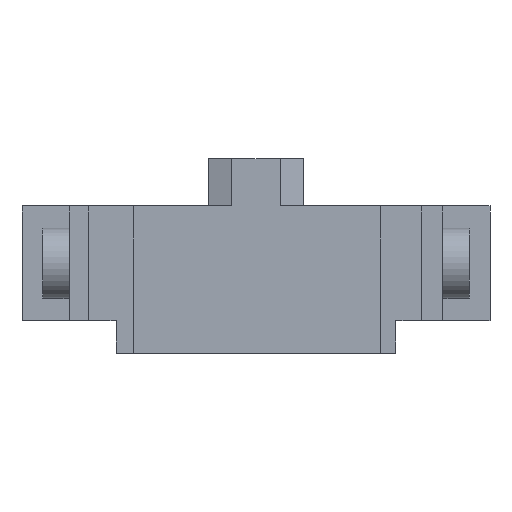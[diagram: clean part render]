
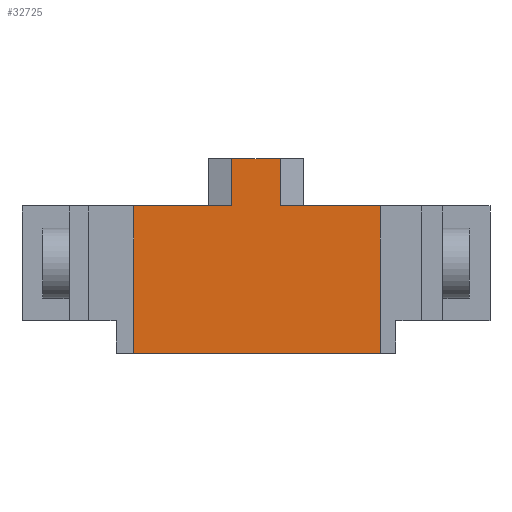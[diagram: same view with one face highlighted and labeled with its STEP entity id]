
A CAD part, front view. The second image highlights one B-rep face of the part: STEP entity #32725.
In plain terms, the highlighted planar face has unit normal (0, -1, 0).
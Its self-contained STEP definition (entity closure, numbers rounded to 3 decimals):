
#2927 = PLANE('',#2928);
#2928 = AXIS2_PLACEMENT_3D('',#2929,#2930,#2931);
#2929 = CARTESIAN_POINT('',(-15.9,-40.,3.4));
#2930 = DIRECTION('',(0.,0.,1.));
#2931 = DIRECTION('',(1.,0.,-0.));
#3792 = PLANE('',#3793);
#3793 = AXIS2_PLACEMENT_3D('',#3794,#3795,#3796);
#3794 = CARTESIAN_POINT('',(8.45,-39.4,3.4));
#3795 = DIRECTION('',(-1.,0.,0.));
#3796 = DIRECTION('',(0.,-1.,0.));
#3820 = PLANE('',#3821);
#3821 = AXIS2_PLACEMENT_3D('',#3822,#3823,#3824);
#3822 = CARTESIAN_POINT('',(-12.7,-39.9,-6.6));
#3823 = DIRECTION('',(0.,0.,-1.));
#3824 = DIRECTION('',(0.,1.,0.));
#5073 = PLANE('',#5074);
#5074 = AXIS2_PLACEMENT_3D('',#5075,#5076,#5077);
#5075 = CARTESIAN_POINT('',(-8.3,-39.3,3.4));
#5076 = DIRECTION('',(-1.,0.,0.));
#5077 = DIRECTION('',(0.,-1.,0.));
#5101 = PLANE('',#5102);
#5102 = AXIS2_PLACEMENT_3D('',#5103,#5104,#5105);
#5103 = CARTESIAN_POINT('',(-15.9,-40.,3.4));
#5104 = DIRECTION('',(0.,0.,1.));
#5105 = DIRECTION('',(1.,0.,-0.));
#7868 = VERTEX_POINT('',#7869);
#7869 = CARTESIAN_POINT('',(1.65,-39.9,3.4));
#7885 = PLANE('',#7886);
#7886 = AXIS2_PLACEMENT_3D('',#7887,#7888,#7889);
#7887 = CARTESIAN_POINT('',(2.45,-39.667,3.4));
#7888 = DIRECTION('',(0.28,-0.96,0.));
#7889 = DIRECTION('',(0.,0.,-1.));
#7897 = EDGE_CURVE('',#7898,#7868,#7900,.T.);
#7898 = VERTEX_POINT('',#7899);
#7899 = CARTESIAN_POINT('',(8.45,-39.9,3.4));
#7900 = SURFACE_CURVE('',#7901,(#7905,#7912),.PCURVE_S1.);
#7901 = LINE('',#7902,#7903);
#7902 = CARTESIAN_POINT('',(12.7,-39.9,3.4));
#7903 = VECTOR('',#7904,1.);
#7904 = DIRECTION('',(-1.,0.,0.));
#7905 = PCURVE('',#2927,#7906);
#7906 = DEFINITIONAL_REPRESENTATION('',(#7907),#7911);
#7907 = LINE('',#7908,#7909);
#7908 = CARTESIAN_POINT('',(28.6,0.1));
#7909 = VECTOR('',#7910,1.);
#7910 = DIRECTION('',(-1.,0.));
#7911 = ( GEOMETRIC_REPRESENTATION_CONTEXT(2) 
PARAMETRIC_REPRESENTATION_CONTEXT() REPRESENTATION_CONTEXT('2D SPACE',''
  ) );
#7912 = PCURVE('',#7913,#7918);
#7913 = PLANE('',#7914);
#7914 = AXIS2_PLACEMENT_3D('',#7915,#7916,#7917);
#7915 = CARTESIAN_POINT('',(9.5,-39.9,-6.6));
#7916 = DIRECTION('',(0.,1.,0.));
#7917 = DIRECTION('',(0.,0.,1.));
#7918 = DEFINITIONAL_REPRESENTATION('',(#7919),#7923);
#7919 = LINE('',#7920,#7921);
#7920 = CARTESIAN_POINT('',(10.,3.2));
#7921 = VECTOR('',#7922,1.);
#7922 = DIRECTION('',(0.,-1.));
#7923 = ( GEOMETRIC_REPRESENTATION_CONTEXT(2) 
PARAMETRIC_REPRESENTATION_CONTEXT() REPRESENTATION_CONTEXT('2D SPACE',''
  ) );
#14192 = VERTEX_POINT('',#14193);
#14193 = CARTESIAN_POINT('',(-8.3,-39.9,-6.6));
#14224 = VERTEX_POINT('',#14225);
#14225 = CARTESIAN_POINT('',(8.45,-39.9,-6.6));
#14246 = EDGE_CURVE('',#14224,#14192,#14247,.T.);
#14247 = SURFACE_CURVE('',#14248,(#14252,#14259),.PCURVE_S1.);
#14248 = LINE('',#14249,#14250);
#14249 = CARTESIAN_POINT('',(8.45,-39.9,-6.6));
#14250 = VECTOR('',#14251,1.);
#14251 = DIRECTION('',(-1.,0.,0.));
#14252 = PCURVE('',#3820,#14253);
#14253 = DEFINITIONAL_REPRESENTATION('',(#14254),#14258);
#14254 = LINE('',#14255,#14256);
#14255 = CARTESIAN_POINT('',(0.,21.15));
#14256 = VECTOR('',#14257,1.);
#14257 = DIRECTION('',(0.,-1.));
#14258 = ( GEOMETRIC_REPRESENTATION_CONTEXT(2) 
PARAMETRIC_REPRESENTATION_CONTEXT() REPRESENTATION_CONTEXT('2D SPACE',''
  ) );
#14259 = PCURVE('',#7913,#14260);
#14260 = DEFINITIONAL_REPRESENTATION('',(#14261),#14265);
#14261 = LINE('',#14262,#14263);
#14262 = CARTESIAN_POINT('',(0.,-1.05));
#14263 = VECTOR('',#14264,1.);
#14264 = DIRECTION('',(0.,-1.));
#14265 = ( GEOMETRIC_REPRESENTATION_CONTEXT(2) 
PARAMETRIC_REPRESENTATION_CONTEXT() REPRESENTATION_CONTEXT('2D SPACE',''
  ) );
#15077 = EDGE_CURVE('',#14224,#7898,#15078,.T.);
#15078 = SURFACE_CURVE('',#15079,(#15083,#15090),.PCURVE_S1.);
#15079 = LINE('',#15080,#15081);
#15080 = CARTESIAN_POINT('',(8.45,-39.9,-0.5));
#15081 = VECTOR('',#15082,1.);
#15082 = DIRECTION('',(0.,-0.,1.));
#15083 = PCURVE('',#3792,#15084);
#15084 = DEFINITIONAL_REPRESENTATION('',(#15085),#15089);
#15085 = LINE('',#15086,#15087);
#15086 = CARTESIAN_POINT('',(0.5,-3.9));
#15087 = VECTOR('',#15088,1.);
#15088 = DIRECTION('',(0.,1.));
#15089 = ( GEOMETRIC_REPRESENTATION_CONTEXT(2) 
PARAMETRIC_REPRESENTATION_CONTEXT() REPRESENTATION_CONTEXT('2D SPACE',''
  ) );
#15090 = PCURVE('',#7913,#15091);
#15091 = DEFINITIONAL_REPRESENTATION('',(#15092),#15096);
#15092 = LINE('',#15093,#15094);
#15093 = CARTESIAN_POINT('',(6.1,-1.05));
#15094 = VECTOR('',#15095,1.);
#15095 = DIRECTION('',(1.,0.));
#15096 = ( GEOMETRIC_REPRESENTATION_CONTEXT(2) 
PARAMETRIC_REPRESENTATION_CONTEXT() REPRESENTATION_CONTEXT('2D SPACE',''
  ) );
#15210 = VERTEX_POINT('',#15211);
#15211 = CARTESIAN_POINT('',(-8.3,-39.9,3.4));
#15232 = EDGE_CURVE('',#15233,#15210,#15235,.T.);
#15233 = VERTEX_POINT('',#15234);
#15234 = CARTESIAN_POINT('',(-1.65,-39.9,3.4));
#15235 = SURFACE_CURVE('',#15236,(#15240,#15247),.PCURVE_S1.);
#15236 = LINE('',#15237,#15238);
#15237 = CARTESIAN_POINT('',(12.7,-39.9,3.4));
#15238 = VECTOR('',#15239,1.);
#15239 = DIRECTION('',(-1.,0.,0.));
#15240 = PCURVE('',#5101,#15241);
#15241 = DEFINITIONAL_REPRESENTATION('',(#15242),#15246);
#15242 = LINE('',#15243,#15244);
#15243 = CARTESIAN_POINT('',(28.6,0.1));
#15244 = VECTOR('',#15245,1.);
#15245 = DIRECTION('',(-1.,0.));
#15246 = ( GEOMETRIC_REPRESENTATION_CONTEXT(2) 
PARAMETRIC_REPRESENTATION_CONTEXT() REPRESENTATION_CONTEXT('2D SPACE',''
  ) );
#15247 = PCURVE('',#7913,#15248);
#15248 = DEFINITIONAL_REPRESENTATION('',(#15249),#15253);
#15249 = LINE('',#15250,#15251);
#15250 = CARTESIAN_POINT('',(10.,3.2));
#15251 = VECTOR('',#15252,1.);
#15252 = DIRECTION('',(0.,-1.));
#15253 = ( GEOMETRIC_REPRESENTATION_CONTEXT(2) 
PARAMETRIC_REPRESENTATION_CONTEXT() REPRESENTATION_CONTEXT('2D SPACE',''
  ) );
#15271 = PLANE('',#15272);
#15272 = AXIS2_PLACEMENT_3D('',#15273,#15274,#15275);
#15273 = CARTESIAN_POINT('',(-2.45,-39.667,3.4));
#15274 = DIRECTION('',(0.28,0.96,0.));
#15275 = DIRECTION('',(0.,0.,-1.));
#20955 = EDGE_CURVE('',#14192,#15210,#20956,.T.);
#20956 = SURFACE_CURVE('',#20957,(#20961,#20968),.PCURVE_S1.);
#20957 = LINE('',#20958,#20959);
#20958 = CARTESIAN_POINT('',(-8.3,-39.9,-0.5));
#20959 = VECTOR('',#20960,1.);
#20960 = DIRECTION('',(0.,-0.,1.));
#20961 = PCURVE('',#5073,#20962);
#20962 = DEFINITIONAL_REPRESENTATION('',(#20963),#20967);
#20963 = LINE('',#20964,#20965);
#20964 = CARTESIAN_POINT('',(0.6,-3.9));
#20965 = VECTOR('',#20966,1.);
#20966 = DIRECTION('',(0.,1.));
#20967 = ( GEOMETRIC_REPRESENTATION_CONTEXT(2) 
PARAMETRIC_REPRESENTATION_CONTEXT() REPRESENTATION_CONTEXT('2D SPACE',''
  ) );
#20968 = PCURVE('',#7913,#20969);
#20969 = DEFINITIONAL_REPRESENTATION('',(#20970),#20974);
#20970 = LINE('',#20971,#20972);
#20971 = CARTESIAN_POINT('',(6.1,-17.8));
#20972 = VECTOR('',#20973,1.);
#20973 = DIRECTION('',(1.,0.));
#20974 = ( GEOMETRIC_REPRESENTATION_CONTEXT(2) 
PARAMETRIC_REPRESENTATION_CONTEXT() REPRESENTATION_CONTEXT('2D SPACE',''
  ) );
#21536 = PLANE('',#21537);
#21537 = AXIS2_PLACEMENT_3D('',#21538,#21539,#21540);
#21538 = CARTESIAN_POINT('',(-1.65,-40.,6.6));
#21539 = DIRECTION('',(0.,0.,1.));
#21540 = DIRECTION('',(1.,0.,-0.));
#22965 = EDGE_CURVE('',#7868,#22966,#22968,.T.);
#22966 = VERTEX_POINT('',#22967);
#22967 = CARTESIAN_POINT('',(1.65,-39.9,6.6));
#22968 = SURFACE_CURVE('',#22969,(#22973,#22980),.PCURVE_S1.);
#22969 = LINE('',#22970,#22971);
#22970 = CARTESIAN_POINT('',(1.65,-39.9,5.));
#22971 = VECTOR('',#22972,1.);
#22972 = DIRECTION('',(-0.,0.,1.));
#22973 = PCURVE('',#7885,#22974);
#22974 = DEFINITIONAL_REPRESENTATION('',(#22975),#22979);
#22975 = LINE('',#22976,#22977);
#22976 = CARTESIAN_POINT('',(-1.6,-0.833));
#22977 = VECTOR('',#22978,1.);
#22978 = DIRECTION('',(-1.,0.));
#22979 = ( GEOMETRIC_REPRESENTATION_CONTEXT(2) 
PARAMETRIC_REPRESENTATION_CONTEXT() REPRESENTATION_CONTEXT('2D SPACE',''
  ) );
#22980 = PCURVE('',#7913,#22981);
#22981 = DEFINITIONAL_REPRESENTATION('',(#22982),#22986);
#22982 = LINE('',#22983,#22984);
#22983 = CARTESIAN_POINT('',(11.6,-7.85));
#22984 = VECTOR('',#22985,1.);
#22985 = DIRECTION('',(1.,0.));
#22986 = ( GEOMETRIC_REPRESENTATION_CONTEXT(2) 
PARAMETRIC_REPRESENTATION_CONTEXT() REPRESENTATION_CONTEXT('2D SPACE',''
  ) );
#32725 = ADVANCED_FACE('',(#32726),#7913,.F.);
#32726 = FACE_BOUND('',#32727,.F.);
#32727 = EDGE_LOOP('',(#32728,#32729,#32730,#32753,#32774,#32775,#32776,
    #32777));
#32728 = ORIENTED_EDGE('',*,*,#20955,.T.);
#32729 = ORIENTED_EDGE('',*,*,#15232,.F.);
#32730 = ORIENTED_EDGE('',*,*,#32731,.F.);
#32731 = EDGE_CURVE('',#32732,#15233,#32734,.T.);
#32732 = VERTEX_POINT('',#32733);
#32733 = CARTESIAN_POINT('',(-1.65,-39.9,6.6));
#32734 = SURFACE_CURVE('',#32735,(#32739,#32746),.PCURVE_S1.);
#32735 = LINE('',#32736,#32737);
#32736 = CARTESIAN_POINT('',(-1.65,-39.9,3.4));
#32737 = VECTOR('',#32738,1.);
#32738 = DIRECTION('',(0.,0.,-1.));
#32739 = PCURVE('',#7913,#32740);
#32740 = DEFINITIONAL_REPRESENTATION('',(#32741),#32745);
#32741 = LINE('',#32742,#32743);
#32742 = CARTESIAN_POINT('',(10.,-11.15));
#32743 = VECTOR('',#32744,1.);
#32744 = DIRECTION('',(-1.,0.));
#32745 = ( GEOMETRIC_REPRESENTATION_CONTEXT(2) 
PARAMETRIC_REPRESENTATION_CONTEXT() REPRESENTATION_CONTEXT('2D SPACE',''
  ) );
#32746 = PCURVE('',#15271,#32747);
#32747 = DEFINITIONAL_REPRESENTATION('',(#32748),#32752);
#32748 = LINE('',#32749,#32750);
#32749 = CARTESIAN_POINT('',(0.,-0.833));
#32750 = VECTOR('',#32751,1.);
#32751 = DIRECTION('',(1.,-0.));
#32752 = ( GEOMETRIC_REPRESENTATION_CONTEXT(2) 
PARAMETRIC_REPRESENTATION_CONTEXT() REPRESENTATION_CONTEXT('2D SPACE',''
  ) );
#32753 = ORIENTED_EDGE('',*,*,#32754,.F.);
#32754 = EDGE_CURVE('',#22966,#32732,#32755,.T.);
#32755 = SURFACE_CURVE('',#32756,(#32760,#32767),.PCURVE_S1.);
#32756 = LINE('',#32757,#32758);
#32757 = CARTESIAN_POINT('',(3.25,-39.9,6.6));
#32758 = VECTOR('',#32759,1.);
#32759 = DIRECTION('',(-1.,0.,0.));
#32760 = PCURVE('',#7913,#32761);
#32761 = DEFINITIONAL_REPRESENTATION('',(#32762),#32766);
#32762 = LINE('',#32763,#32764);
#32763 = CARTESIAN_POINT('',(13.2,-6.25));
#32764 = VECTOR('',#32765,1.);
#32765 = DIRECTION('',(0.,-1.));
#32766 = ( GEOMETRIC_REPRESENTATION_CONTEXT(2) 
PARAMETRIC_REPRESENTATION_CONTEXT() REPRESENTATION_CONTEXT('2D SPACE',''
  ) );
#32767 = PCURVE('',#21536,#32768);
#32768 = DEFINITIONAL_REPRESENTATION('',(#32769),#32773);
#32769 = LINE('',#32770,#32771);
#32770 = CARTESIAN_POINT('',(4.9,0.1));
#32771 = VECTOR('',#32772,1.);
#32772 = DIRECTION('',(-1.,0.));
#32773 = ( GEOMETRIC_REPRESENTATION_CONTEXT(2) 
PARAMETRIC_REPRESENTATION_CONTEXT() REPRESENTATION_CONTEXT('2D SPACE',''
  ) );
#32774 = ORIENTED_EDGE('',*,*,#22965,.F.);
#32775 = ORIENTED_EDGE('',*,*,#7897,.F.);
#32776 = ORIENTED_EDGE('',*,*,#15077,.F.);
#32777 = ORIENTED_EDGE('',*,*,#14246,.T.);
